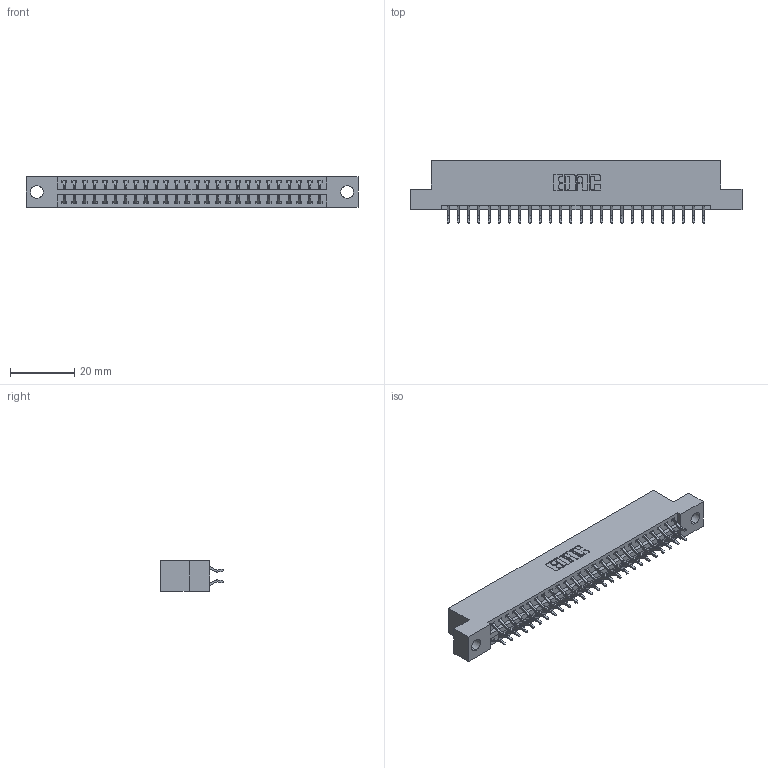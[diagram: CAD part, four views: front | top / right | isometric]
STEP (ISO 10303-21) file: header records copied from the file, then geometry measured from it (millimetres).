
FILE_DESCRIPTION (( 'STEP AP203' ), '1' );
FILE_NAME ('346-052-556-204.STEP', '2022-05-21T01:45:50', ( '' ), ( '' ), 'SwSTEP 2.0', 'SolidWorks 2020', '' );
FILE_SCHEMA (( 'CONFIG_CONTROL_DESIGN' ));
Length unit declared in the file: inch
Products named in the file (3): 346-052-556-204; 345-292-001_556 Tail; 346 Part_Flush Mounting Lugs - 0.156 Dia-TH
Assembly tree (53 placements, depth 2):
  346-052-556-204
    346 Part_Flush Mounting Lugs - 0.156 Dia-TH
    345-292-001_556 Tail  x52
Bounding box: 103.12 x 19.57 x 9.4 mm (x, y, z)
Volume: 9823.6 mm3; surface area: 13051.3 mm2
Topology: 53 solids, 53 shells, 3152 faces, 9361 edges, 6170 vertices
Faces by surface type: plane 2118, cylinder 1034
Entity records: 19761 total; most frequent: CARTESIAN_POINT 3298, ORIENTED_EDGE 3218, DIRECTION 2945, EDGE_CURVE 1609, VECTOR 1365, LINE 1365, VERTEX_POINT 1070, AXIS2_PLACEMENT_3D 790
